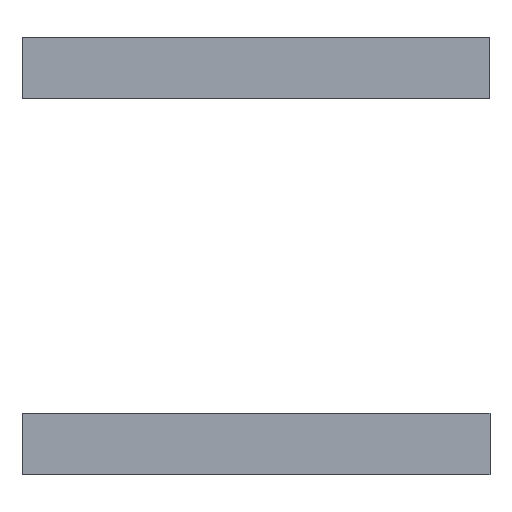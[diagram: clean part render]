
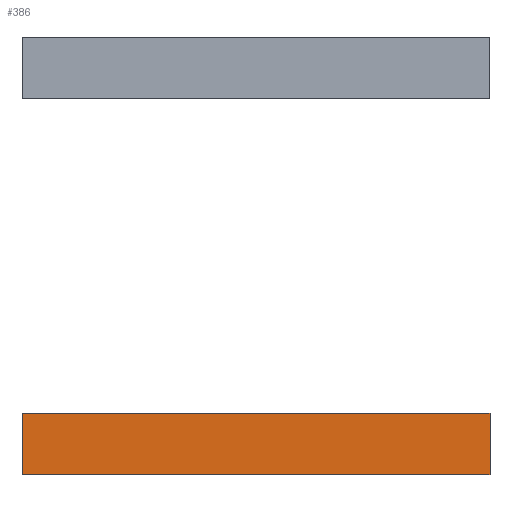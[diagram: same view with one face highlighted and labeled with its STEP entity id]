
A CAD part, front view. The second image highlights one B-rep face of the part: STEP entity #386.
In plain terms, the highlighted planar face has unit normal (0, -1, 0).
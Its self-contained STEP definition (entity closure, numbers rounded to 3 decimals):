
#18 = VECTOR ( 'NONE', #349, 1000. ) ;
#31 = CARTESIAN_POINT ( 'NONE',  ( 22.9, 0., -3. ) ) ;
#43 = DIRECTION ( 'NONE',  ( -1., 0., 0. ) ) ;
#46 = ORIENTED_EDGE ( 'NONE', *, *, #312, .F. ) ;
#47 = ORIENTED_EDGE ( 'NONE', *, *, #318, .F. ) ;
#49 = VERTEX_POINT ( 'NONE', #96 ) ;
#68 = AXIS2_PLACEMENT_3D ( 'NONE', #115, #203, #118 ) ;
#76 = VECTOR ( 'NONE', #175, 1000. ) ;
#79 = ORIENTED_EDGE ( 'NONE', *, *, #138, .F. ) ;
#96 = CARTESIAN_POINT ( 'NONE',  ( -22.9, 0., -3. ) ) ;
#109 = LINE ( 'NONE', #192, #122 ) ;
#111 = VERTEX_POINT ( 'NONE', #132 ) ;
#115 = CARTESIAN_POINT ( 'NONE',  ( 0., 0., 0. ) ) ;
#118 = DIRECTION ( 'NONE',  ( 0., 0., 1. ) ) ;
#120 = EDGE_CURVE ( 'NONE', #49, #111, #199, .T. ) ;
#122 = VECTOR ( 'NONE', #43, 1000. ) ;
#125 = LINE ( 'NONE', #291, #18 ) ;
#132 = CARTESIAN_POINT ( 'NONE',  ( -22.9, 0., 3. ) ) ;
#135 = VERTEX_POINT ( 'NONE', #311 ) ;
#138 = EDGE_CURVE ( 'NONE', #226, #49, #109, .T. ) ;
#160 = ORIENTED_EDGE ( 'NONE', *, *, #120, .F. ) ;
#172 = CARTESIAN_POINT ( 'NONE',  ( -22.9, 0., 3. ) ) ;
#175 = DIRECTION ( 'NONE',  ( 1., 0., 0. ) ) ;
#192 = CARTESIAN_POINT ( 'NONE',  ( -22.9, 0., -3. ) ) ;
#199 = LINE ( 'NONE', #276, #328 ) ;
#203 = DIRECTION ( 'NONE',  ( 0., 1., 0. ) ) ;
#226 = VERTEX_POINT ( 'NONE', #31 ) ;
#252 = LINE ( 'NONE', #172, #76 ) ;
#253 = FACE_OUTER_BOUND ( 'NONE', #301, .T. ) ;
#276 = CARTESIAN_POINT ( 'NONE',  ( -22.9, 0., -3. ) ) ;
#291 = CARTESIAN_POINT ( 'NONE',  ( 22.9, 0., -3. ) ) ;
#301 = EDGE_LOOP ( 'NONE', ( #47, #46, #160, #79 ) ) ;
#309 = DIRECTION ( 'NONE',  ( 0., 0., 1. ) ) ;
#311 = CARTESIAN_POINT ( 'NONE',  ( 22.9, 0., 3. ) ) ;
#312 = EDGE_CURVE ( 'NONE', #111, #135, #252, .T. ) ;
#318 = EDGE_CURVE ( 'NONE', #135, #226, #125, .T. ) ;
#328 = VECTOR ( 'NONE', #309, 1000. ) ;
#349 = DIRECTION ( 'NONE',  ( 0., 0., -1. ) ) ;
#380 = PLANE ( 'NONE',  #68 ) ;
#386 = ADVANCED_FACE ( 'NONE', ( #253 ), #380, .F. ) ;
